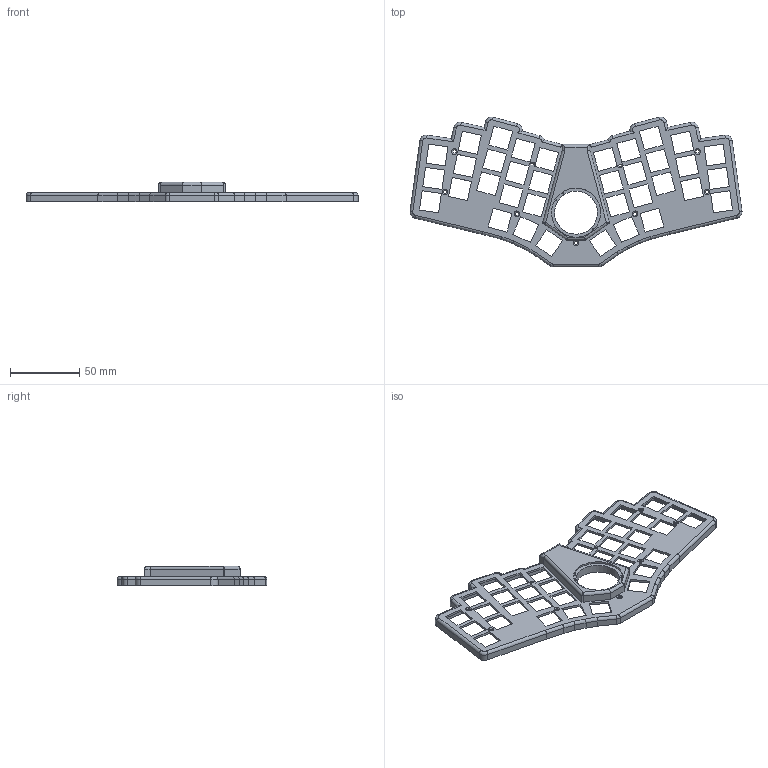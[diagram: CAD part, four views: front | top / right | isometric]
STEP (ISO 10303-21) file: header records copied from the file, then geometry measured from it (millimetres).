
FILE_DESCRIPTION(/* description */ (''),/* implementation_level */ '2;1');
FILE_NAME(/* name */ 'top.step',/* time_stamp */ '2023-08-13T14:04:06-04:00',/* author */ (''),/* organization */ (''),/* preprocessor_version */ 'ST-DEVELOPER v20',/* originating_system */ 'Autodesk Translation Framework v12.9.0.99',/* authorisation */ '');
FILE_SCHEMA (('AUTOMOTIVE_DESIGN { 1 0 10303 214 3 1 1 }'));
Length unit declared in the file: millimetre
Products named in the file (1): bad-wings-body-5mm
Bounding box: 239.14 x 107.88 x 14 mm (x, y, z)
Volume: 31780.1 mm3; surface area: 33910.1 mm2
Topology: 1 solids, 1 shells, 358 faces, 1016 edges, 652 vertices
Faces by surface type: plane 236, cylinder 92, cone 14, torus 14, bspline 2
Full cylindrical faces by diameter (mm): 2.5 x9, 31 x1, 36 x1
Entity records: 11700 total; most frequent: CARTESIAN_POINT 2109, ORIENTED_EDGE 2014, DIRECTION 1906, EDGE_CURVE 1007, LINE 802, VECTOR 802, VERTEX_POINT 649, AXIS2_PLACEMENT_3D 552
